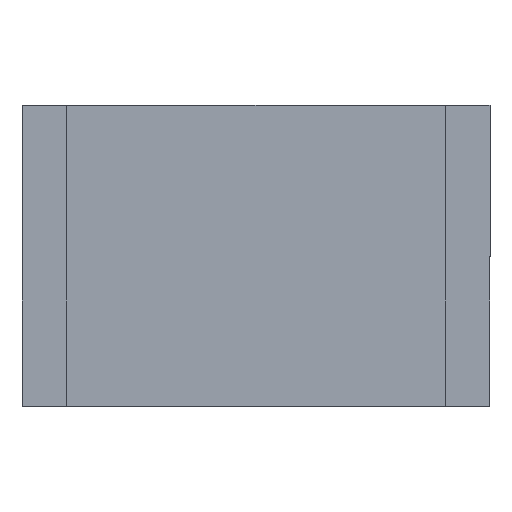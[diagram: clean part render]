
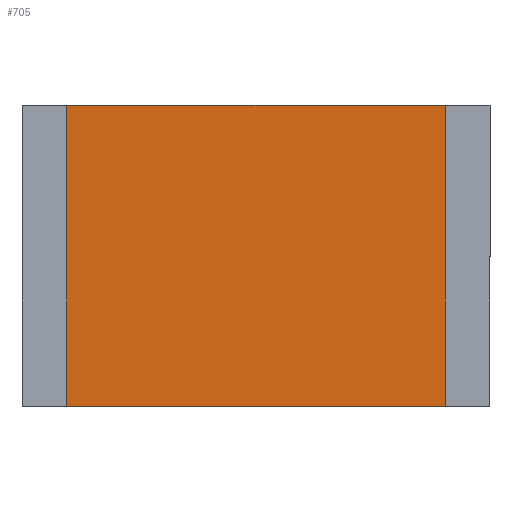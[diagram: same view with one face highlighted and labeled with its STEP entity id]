
A CAD part, top view. The second image highlights one B-rep face of the part: STEP entity #705.
In plain terms, the highlighted planar face has unit normal (0, 0, 1).
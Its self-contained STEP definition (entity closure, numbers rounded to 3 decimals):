
#576 = VERTEX_POINT('',#577);
#577 = CARTESIAN_POINT('',(0.,0.,0.065));
#592 = VERTEX_POINT('',#593);
#593 = CARTESIAN_POINT('',(0.,1.35,0.065));
#599 = EDGE_CURVE('',#576,#592,#600,.T.);
#600 = LINE('',#601,#602);
#601 = CARTESIAN_POINT('',(0.,0.,0.065));
#602 = VECTOR('',#603,1.);
#603 = DIRECTION('',(0.,1.,0.));
#616 = VERTEX_POINT('',#617);
#617 = CARTESIAN_POINT('',(1.7,0.,0.065));
#632 = VERTEX_POINT('',#633);
#633 = CARTESIAN_POINT('',(1.7,1.35,0.065));
#639 = EDGE_CURVE('',#616,#632,#640,.T.);
#640 = LINE('',#641,#642);
#641 = CARTESIAN_POINT('',(1.7,0.,0.065));
#642 = VECTOR('',#643,1.);
#643 = DIRECTION('',(0.,1.,0.));
#660 = EDGE_CURVE('',#576,#616,#661,.T.);
#661 = LINE('',#662,#663);
#662 = CARTESIAN_POINT('',(0.,0.,0.065));
#663 = VECTOR('',#664,1.);
#664 = DIRECTION('',(1.,0.,0.));
#682 = EDGE_CURVE('',#592,#632,#683,.T.);
#683 = LINE('',#684,#685);
#684 = CARTESIAN_POINT('',(0.,1.35,0.065));
#685 = VECTOR('',#686,1.);
#686 = DIRECTION('',(1.,0.,0.));
#705 = ADVANCED_FACE('',(#706),#712,.T.);
#706 = FACE_BOUND('',#707,.T.);
#707 = EDGE_LOOP('',(#708,#709,#710,#711));
#708 = ORIENTED_EDGE('',*,*,#599,.F.);
#709 = ORIENTED_EDGE('',*,*,#660,.T.);
#710 = ORIENTED_EDGE('',*,*,#639,.T.);
#711 = ORIENTED_EDGE('',*,*,#682,.F.);
#712 = PLANE('',#713);
#713 = AXIS2_PLACEMENT_3D('',#714,#715,#716);
#714 = CARTESIAN_POINT('',(0.,0.,0.065));
#715 = DIRECTION('',(0.,0.,1.));
#716 = DIRECTION('',(1.,0.,0.));
